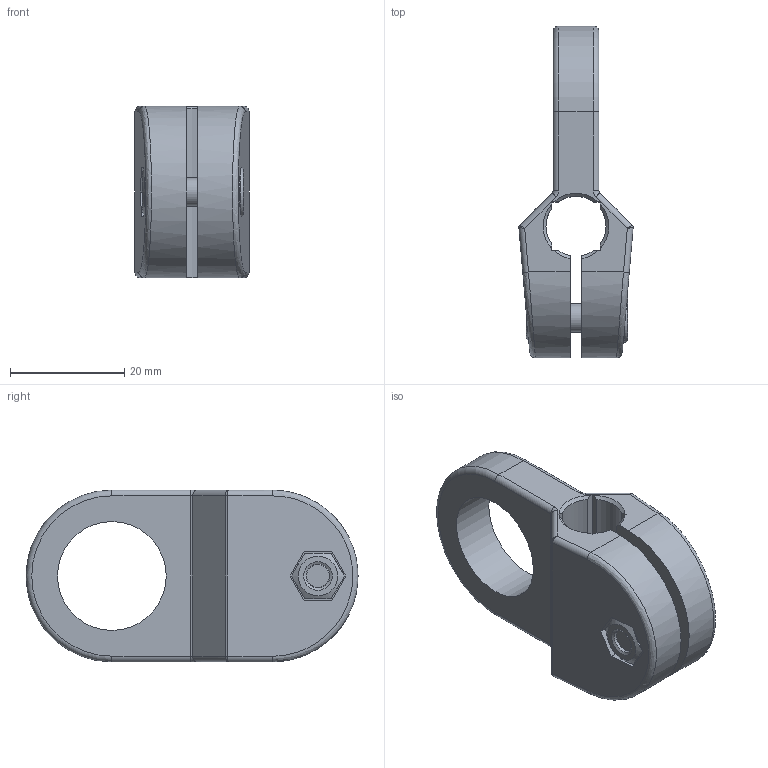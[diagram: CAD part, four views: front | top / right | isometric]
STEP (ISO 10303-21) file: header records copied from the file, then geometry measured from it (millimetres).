
FILE_DESCRIPTION(/* description */ ('Svorka na fotobuňky'),/* implementation_level */ '2;1');
FILE_NAME(/* name */ '720012.stp',/* time_stamp */ '2013-12-08T13:31:51+01:00',/* author */ ('PC'),/* organization */ (''),/* preprocessor_version */ 'ST-DEVELOPER v15.2',/* originating_system */ 'Autodesk Inventor 2014',/* authorisation */ '');
FILE_SCHEMA (('AUTOMOTIVE_DESIGN { 1 0 10303 214 3 1 1 }'));
Length unit declared in the file: millimetre
Products named in the file (1): 720012
Bounding box: 19.96 x 58 x 30 mm (x, y, z)
Volume: 13609.4 mm3; surface area: 7481 mm2
Topology: 3 solids, 3 shells, 99 faces, 243 edges, 149 vertices
Faces by surface type: plane 43, cylinder 31, cone 11, torus 8, bspline 6
Full cylindrical faces by diameter (mm): 4.134 x1, 5 x1, 5.5 x2, 8.5 x1, 8.7 x1, 19 x1
Entity records: 3014 total; most frequent: CARTESIAN_POINT 691, DIRECTION 460, ORIENTED_EDGE 436, EDGE_CURVE 218, AXIS2_PLACEMENT_3D 176, VERTEX_POINT 143, EDGE_LOOP 125, LINE 108
